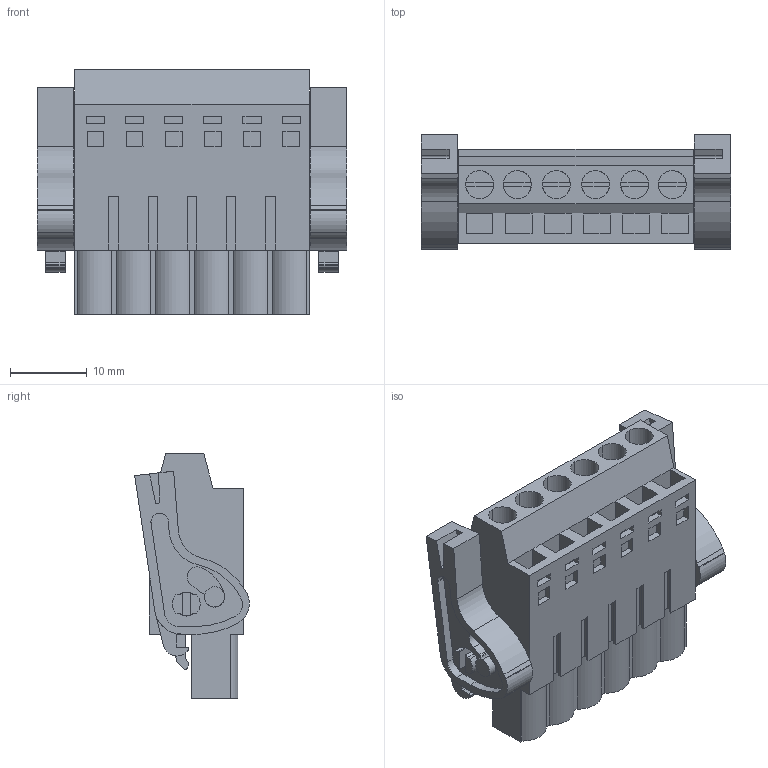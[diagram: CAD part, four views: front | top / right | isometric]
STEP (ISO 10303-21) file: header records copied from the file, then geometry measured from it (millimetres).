
FILE_DESCRIPTION(('CATIA V5 STEP Exchange','CAx-IF Rec.Pracs.--- Model Styling and Organization---1.2---2011-12-15'),'2;1');
FILE_NAME ('D1458697_0_1890260000_1890260000.stp','2017-10-31T20:52:16+00:00',('none'),('Weidmueller'),'CATIA Version 5-6 Release 2014','CATIA V5 STEP AP214','none');
FILE_SCHEMA(('AUTOMOTIVE_DESIGN { 1 0 10303 214 1 1 1 1 }'));
Length unit declared in the file: millimetre
Products named in the file (1): 1890260000
Bounding box: 40.18 x 14.91 x 31.8 mm (x, y, z)
Volume: 9347.1 mm3; surface area: 6675.9 mm2
Topology: 9 solids, 9 shells, 565 faces, 1558 edges, 1053 vertices
Faces by surface type: plane 425, cylinder 140
Entity records: 17969 total; most frequent: CARTESIAN_POINT 3608, ORIENTED_EDGE 3116, DIRECTION 2348, EDGE_CURVE 1558, VECTOR 1234, LINE 1234, VERTEX_POINT 1053, AXIS2_PLACEMENT_3D 688
